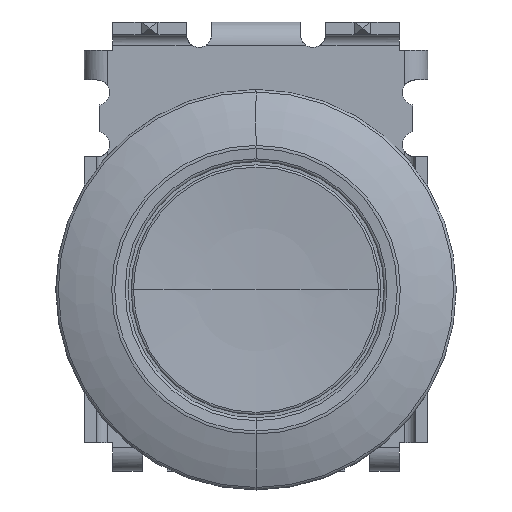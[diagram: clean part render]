
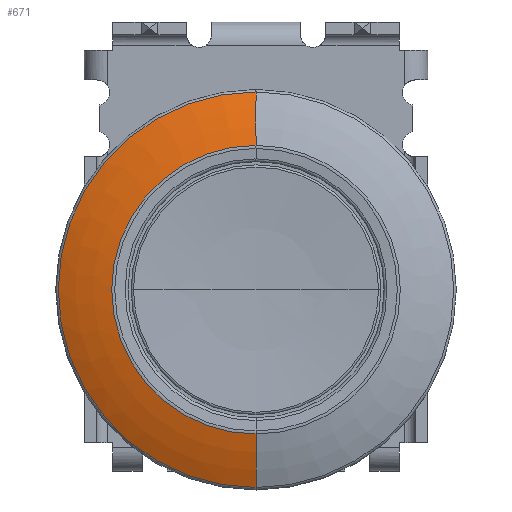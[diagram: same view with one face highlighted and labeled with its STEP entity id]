
A CAD part, front view. The second image highlights one B-rep face of the part: STEP entity #671.
In plain terms, the highlighted toroidal (fillet/blend) face has major radius 6.394 mm and minor radius 30 mm.
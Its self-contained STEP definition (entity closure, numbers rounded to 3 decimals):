
#671=ADVANCED_FACE('',(#1560),#1561,.T.);
#1560=FACE_OUTER_BOUND('',#2685,.T.);
#1561=TOROIDAL_SURFACE('',#2686,6.394,30.);
#2685=EDGE_LOOP('',(#4671,#4672,#4673,#4674));
#2686=AXIS2_PLACEMENT_3D('',#4675,#4676,#4677);
#4671=ORIENTED_EDGE('',*,*,#7300,.F.);
#4672=ORIENTED_EDGE('',*,*,#7301,.T.);
#4673=ORIENTED_EDGE('',*,*,#7302,.F.);
#4674=ORIENTED_EDGE('',*,*,#7296,.F.);
#4675=CARTESIAN_POINT('',(0.0,24.923,0.0));
#4676=DIRECTION('',(0.0,1.0,0.0));
#4677=DIRECTION('',(0.0,0.0,-1.0));
#7296=EDGE_CURVE('',#8883,#8885,#8886,.T.);
#7300=EDGE_CURVE('',#8890,#8883,#8891,.T.);
#7301=EDGE_CURVE('',#8890,#8892,#8893,.T.);
#7302=EDGE_CURVE('',#8885,#8892,#8894,.T.);
#8883=VERTEX_POINT('',#11541);
#8885=VERTEX_POINT('',#11543);
#8886=CIRCLE('',#11544,18.765);
#8890=VERTEX_POINT('',#11548);
#8891=CIRCLE('',#11549,30.);
#8892=VERTEX_POINT('',#11550);
#8893=CIRCLE('',#11551,13.692);
#8894=CIRCLE('',#11552,30.);
#11541=CARTESIAN_POINT('',(0.,-2.408,-18.765));
#11543=CARTESIAN_POINT('',(0.0,-2.408,18.765));
#11544=AXIS2_PLACEMENT_3D('',#15380,#15381,#15382);
#11548=CARTESIAN_POINT('',(0.,-4.176,-13.692));
#11549=AXIS2_PLACEMENT_3D('',#15389,#15390,#15391);
#11550=CARTESIAN_POINT('',(0.0,-4.176,13.692));
#11551=AXIS2_PLACEMENT_3D('',#15392,#15393,#15394);
#11552=AXIS2_PLACEMENT_3D('',#15395,#15396,#15397);
#15380=CARTESIAN_POINT('',(0.0,-2.408,0.0));
#15381=DIRECTION('',(0.0,1.0,0.0));
#15382=DIRECTION('',(0.0,0.0,1.0));
#15389=CARTESIAN_POINT('',(0.,24.923,-6.394));
#15390=DIRECTION('',(1.0,-0.0,0.));
#15391=DIRECTION('',(0.,0.0,-1.0));
#15392=CARTESIAN_POINT('',(0.0,-4.176,0.0));
#15393=DIRECTION('',(0.0,1.0,0.0));
#15394=DIRECTION('',(0.0,0.0,1.0));
#15395=CARTESIAN_POINT('',(0.,24.923,6.394));
#15396=DIRECTION('',(1.0,0.0,0.));
#15397=DIRECTION('',(0.,0.0,1.0));
